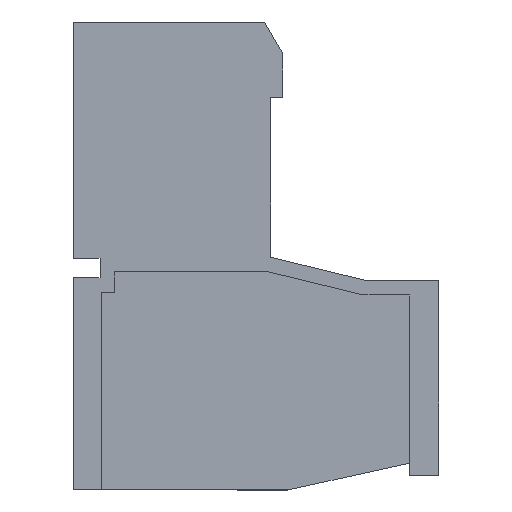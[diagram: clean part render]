
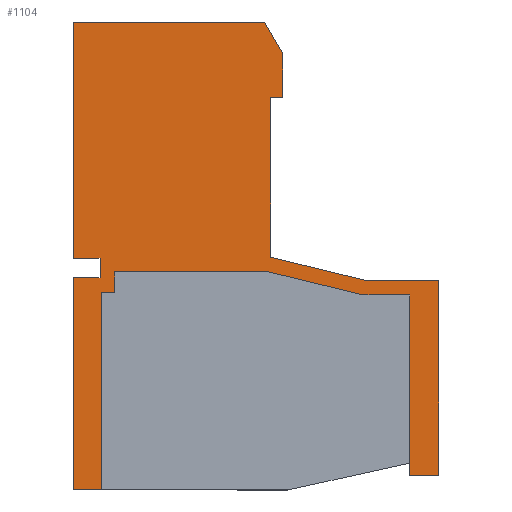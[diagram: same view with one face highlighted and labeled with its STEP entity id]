
A CAD part, left-side view. The second image highlights one B-rep face of the part: STEP entity #1104.
In plain terms, the highlighted planar face has unit normal (-1, 0, 0).
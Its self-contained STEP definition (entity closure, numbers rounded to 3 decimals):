
#1104 = ADVANCED_FACE( '', ( #2378 ), #2379, .F. );
#2378 = FACE_OUTER_BOUND( '', #3878, .T. );
#2379 = PLANE( '', #3879 );
#3878 = EDGE_LOOP( '', ( #6746, #6747, #6748, #6749, #6750, #6751, #6752, #6753, #6754, #6755, #6756, #6757, #6758, #6759, #6760, #6761, #6762, #6763, #6764, #6765, #6766, #6767 ) );
#3879 = AXIS2_PLACEMENT_3D( '', #6768, #6769, #6770 );
#6746 = ORIENTED_EDGE( '', *, *, #9022, .T. );
#6747 = ORIENTED_EDGE( '', *, *, #9742, .T. );
#6748 = ORIENTED_EDGE( '', *, *, #10133, .T. );
#6749 = ORIENTED_EDGE( '', *, *, #9833, .T. );
#6750 = ORIENTED_EDGE( '', *, *, #10134, .T. );
#6751 = ORIENTED_EDGE( '', *, *, #10135, .T. );
#6752 = ORIENTED_EDGE( '', *, *, #9378, .T. );
#6753 = ORIENTED_EDGE( '', *, *, #9712, .T. );
#6754 = ORIENTED_EDGE( '', *, *, #10136, .T. );
#6755 = ORIENTED_EDGE( '', *, *, #9336, .T. );
#6756 = ORIENTED_EDGE( '', *, *, #9271, .T. );
#6757 = ORIENTED_EDGE( '', *, *, #10137, .T. );
#6758 = ORIENTED_EDGE( '', *, *, #9932, .T. );
#6759 = ORIENTED_EDGE( '', *, *, #10138, .T. );
#6760 = ORIENTED_EDGE( '', *, *, #10139, .T. );
#6761 = ORIENTED_EDGE( '', *, *, #10115, .T. );
#6762 = ORIENTED_EDGE( '', *, *, #9143, .T. );
#6763 = ORIENTED_EDGE( '', *, *, #9154, .T. );
#6764 = ORIENTED_EDGE( '', *, *, #10140, .T. );
#6765 = ORIENTED_EDGE( '', *, *, #10141, .T. );
#6766 = ORIENTED_EDGE( '', *, *, #10142, .T. );
#6767 = ORIENTED_EDGE( '', *, *, #10143, .T. );
#6768 = CARTESIAN_POINT( '', ( -15.19, 0., 0. ) );
#6769 = DIRECTION( '', ( 1., 0., 0. ) );
#6770 = DIRECTION( '', ( 0., 0., -1. ) );
#9022 = EDGE_CURVE( '', #10740, #10741, #10742, .T. );
#9143 = EDGE_CURVE( '', #10959, #10957, #10960, .T. );
#9154 = EDGE_CURVE( '', #10957, #10979, #10980, .T. );
#9271 = EDGE_CURVE( '', #11187, #11185, #11188, .T. );
#9336 = EDGE_CURVE( '', #11293, #11187, #11296, .T. );
#9378 = EDGE_CURVE( '', #11370, #11371, #11372, .T. );
#9712 = EDGE_CURVE( '', #11371, #11917, #11918, .T. );
#9742 = EDGE_CURVE( '', #10741, #11958, #11960, .T. );
#9833 = EDGE_CURVE( '', #12104, #12105, #12106, .T. );
#9932 = EDGE_CURVE( '', #12260, #12258, #12261, .T. );
#10115 = EDGE_CURVE( '', #12517, #10959, #12518, .T. );
#10133 = EDGE_CURVE( '', #11958, #12104, #12545, .T. );
#10134 = EDGE_CURVE( '', #12105, #12546, #12547, .T. );
#10135 = EDGE_CURVE( '', #12546, #11370, #12548, .T. );
#10136 = EDGE_CURVE( '', #11917, #11293, #12549, .T. );
#10137 = EDGE_CURVE( '', #11185, #12260, #12550, .T. );
#10138 = EDGE_CURVE( '', #12258, #12551, #12552, .T. );
#10139 = EDGE_CURVE( '', #12551, #12517, #12553, .T. );
#10140 = EDGE_CURVE( '', #10979, #12554, #12555, .T. );
#10141 = EDGE_CURVE( '', #12554, #12556, #12557, .T. );
#10142 = EDGE_CURVE( '', #12556, #12558, #12559, .T. );
#10143 = EDGE_CURVE( '', #12558, #10740, #12560, .T. );
#10740 = VERTEX_POINT( '', #13278 );
#10741 = VERTEX_POINT( '', #13279 );
#10742 = LINE( '', #13280, #13281 );
#10957 = VERTEX_POINT( '', #13586 );
#10959 = VERTEX_POINT( '', #13589 );
#10960 = LINE( '', #13590, #13591 );
#10979 = VERTEX_POINT( '', #13619 );
#10980 = LINE( '', #13620, #13621 );
#11185 = VERTEX_POINT( '', #13910 );
#11187 = VERTEX_POINT( '', #13913 );
#11188 = LINE( '', #13914, #13915 );
#11293 = VERTEX_POINT( '', #14066 );
#11296 = LINE( '', #14071, #14072 );
#11370 = VERTEX_POINT( '', #14179 );
#11371 = VERTEX_POINT( '', #14180 );
#11372 = LINE( '', #14181, #14182 );
#11917 = VERTEX_POINT( '', #14976 );
#11918 = LINE( '', #14977, #14978 );
#11958 = VERTEX_POINT( '', #15040 );
#11960 = LINE( '', #15043, #15044 );
#12104 = VERTEX_POINT( '', #15249 );
#12105 = VERTEX_POINT( '', #15250 );
#12106 = LINE( '', #15251, #15252 );
#12258 = VERTEX_POINT( '', #15485 );
#12260 = VERTEX_POINT( '', #15488 );
#12261 = LINE( '', #15489, #15490 );
#12517 = VERTEX_POINT( '', #15878 );
#12518 = LINE( '', #15879, #15880 );
#12545 = LINE( '', #15922, #15923 );
#12546 = VERTEX_POINT( '', #15924 );
#12547 = LINE( '', #15925, #15926 );
#12548 = LINE( '', #15927, #15928 );
#12549 = LINE( '', #15929, #15930 );
#12550 = LINE( '', #15931, #15932 );
#12551 = VERTEX_POINT( '', #15933 );
#12552 = LINE( '', #15934, #15935 );
#12553 = LINE( '', #15936, #15937 );
#12554 = VERTEX_POINT( '', #15938 );
#12555 = LINE( '', #15939, #15940 );
#12556 = VERTEX_POINT( '', #15941 );
#12557 = LINE( '', #15942, #15943 );
#12558 = VERTEX_POINT( '', #15944 );
#12559 = LINE( '', #15945, #15946 );
#12560 = LINE( '', #15947, #15948 );
#13278 = CARTESIAN_POINT( '', ( -15.19, -8.003, -1.55 ) );
#13279 = CARTESIAN_POINT( '', ( -15.19, -9.875, -1.55 ) );
#13280 = CARTESIAN_POINT( '', ( -15.19, -8.003, -1.55 ) );
#13281 = VECTOR( '', #16910, 1000. );
#13586 = CARTESIAN_POINT( '', ( -15.19, 2.775, -9.55 ) );
#13589 = CARTESIAN_POINT( '', ( -15.19, 3.925, -9.55 ) );
#13590 = CARTESIAN_POINT( '', ( -15.19, 3.925, -9.55 ) );
#13591 = VECTOR( '', #17020, 1000. );
#13619 = CARTESIAN_POINT( '', ( -15.19, 2.775, -1.45 ) );
#13620 = CARTESIAN_POINT( '', ( -15.19, 2.775, -9.55 ) );
#13621 = VECTOR( '', #17030, 1000. );
#13910 = CARTESIAN_POINT( '', ( -15.19, 3.925, 9.65 ) );
#13913 = CARTESIAN_POINT( '', ( -15.19, -3.925, 9.65 ) );
#13914 = CARTESIAN_POINT( '', ( -15.19, -3.925, 9.65 ) );
#13915 = VECTOR( '', #17155, 1000. );
#14066 = CARTESIAN_POINT( '', ( -15.19, -4.675, 8.35 ) );
#14071 = CARTESIAN_POINT( '', ( -15.19, -4.675, 8.35 ) );
#14072 = VECTOR( '', #17216, 1000. );
#14179 = CARTESIAN_POINT( '', ( -15.19, -4.175, 0. ) );
#14180 = CARTESIAN_POINT( '', ( -15.19, -4.175, 6.55 ) );
#14181 = CARTESIAN_POINT( '', ( -15.19, -4.175, 0. ) );
#14182 = VECTOR( '', #17256, 1000. );
#14976 = CARTESIAN_POINT( '', ( -15.19, -4.675, 6.55 ) );
#14977 = CARTESIAN_POINT( '', ( -15.19, -4.175, 6.55 ) );
#14978 = VECTOR( '', #17565, 1000. );
#15040 = CARTESIAN_POINT( '', ( -15.19, -9.875, -8.95 ) );
#15043 = CARTESIAN_POINT( '', ( -15.19, -9.875, -8.95 ) );
#15044 = VECTOR( '', #17592, 1000. );
#15249 = CARTESIAN_POINT( '', ( -15.19, -11.075, -8.95 ) );
#15250 = CARTESIAN_POINT( '', ( -15.19, -11.075, -0.95 ) );
#15251 = CARTESIAN_POINT( '', ( -15.19, -11.075, -8.95 ) );
#15252 = VECTOR( '', #17690, 1000. );
#15485 = CARTESIAN_POINT( '', ( -15.19, 2.825, -0.05 ) );
#15488 = CARTESIAN_POINT( '', ( -15.19, 3.925, -0.05 ) );
#15489 = CARTESIAN_POINT( '', ( -15.19, 3.925, -0.05 ) );
#15490 = VECTOR( '', #17776, 1000. );
#15878 = CARTESIAN_POINT( '', ( -15.19, 3.925, -0.85 ) );
#15879 = CARTESIAN_POINT( '', ( -15.19, 3.925, -0.85 ) );
#15880 = VECTOR( '', #17927, 1000. );
#15922 = CARTESIAN_POINT( '', ( -15.19, -11.075, -8.95 ) );
#15923 = VECTOR( '', #17943, 1000. );
#15924 = CARTESIAN_POINT( '', ( -15.19, -8.075, -0.95 ) );
#15925 = CARTESIAN_POINT( '', ( -15.19, -11.075, -0.95 ) );
#15926 = VECTOR( '', #17944, 1000. );
#15927 = CARTESIAN_POINT( '', ( -15.19, -8.075, -0.95 ) );
#15928 = VECTOR( '', #17945, 1000. );
#15929 = CARTESIAN_POINT( '', ( -15.19, -4.675, 6.55 ) );
#15930 = VECTOR( '', #17946, 1000. );
#15931 = CARTESIAN_POINT( '', ( -15.19, 3.925, 9.65 ) );
#15932 = VECTOR( '', #17947, 1000. );
#15933 = CARTESIAN_POINT( '', ( -15.19, 2.825, -0.85 ) );
#15934 = CARTESIAN_POINT( '', ( -15.19, 2.825, -0.05 ) );
#15935 = VECTOR( '', #17948, 1000. );
#15936 = CARTESIAN_POINT( '', ( -15.19, 2.825, -0.85 ) );
#15937 = VECTOR( '', #17949, 1000. );
#15938 = CARTESIAN_POINT( '', ( -15.19, 2.225, -1.45 ) );
#15939 = CARTESIAN_POINT( '', ( -15.19, 2.775, -1.45 ) );
#15940 = VECTOR( '', #17950, 1000. );
#15941 = CARTESIAN_POINT( '', ( -15.19, 2.225, -0.6 ) );
#15942 = CARTESIAN_POINT( '', ( -15.19, 2.225, -1.45 ) );
#15943 = VECTOR( '', #17951, 1000. );
#15944 = CARTESIAN_POINT( '', ( -15.19, -4.103, -0.6 ) );
#15945 = CARTESIAN_POINT( '', ( -15.19, 2.225, -0.6 ) );
#15946 = VECTOR( '', #17952, 1000. );
#15947 = CARTESIAN_POINT( '', ( -15.19, -4.103, -0.6 ) );
#15948 = VECTOR( '', #17953, 1000. );
#16910 = DIRECTION( '', ( 0., -1., 0. ) );
#17020 = DIRECTION( '', ( 0., -1., 0. ) );
#17030 = DIRECTION( '', ( 0., 0., 1. ) );
#17155 = DIRECTION( '', ( 0., 1., 0. ) );
#17216 = DIRECTION( '', ( 0., 0.5, 0.866 ) );
#17256 = DIRECTION( '', ( 0., 0., 1. ) );
#17565 = DIRECTION( '', ( 0., -1., 0. ) );
#17592 = DIRECTION( '', ( 0., 0., -1. ) );
#17690 = DIRECTION( '', ( 0., 0., 1. ) );
#17776 = DIRECTION( '', ( 0., -1., 0. ) );
#17927 = DIRECTION( '', ( 0., 0., -1. ) );
#17943 = DIRECTION( '', ( 0., -1., 0. ) );
#17944 = DIRECTION( '', ( 0., 1., 0. ) );
#17945 = DIRECTION( '', ( 0., 0.972, 0.237 ) );
#17946 = DIRECTION( '', ( 0., 0., 1. ) );
#17947 = DIRECTION( '', ( 0., 0., -1. ) );
#17948 = DIRECTION( '', ( 0., 0., -1. ) );
#17949 = DIRECTION( '', ( 0., 1., 0. ) );
#17950 = DIRECTION( '', ( 0., -1., 0. ) );
#17951 = DIRECTION( '', ( 0., 0., 1. ) );
#17952 = DIRECTION( '', ( 0., -1., 0. ) );
#17953 = DIRECTION( '', ( 0., -0.972, -0.237 ) );
